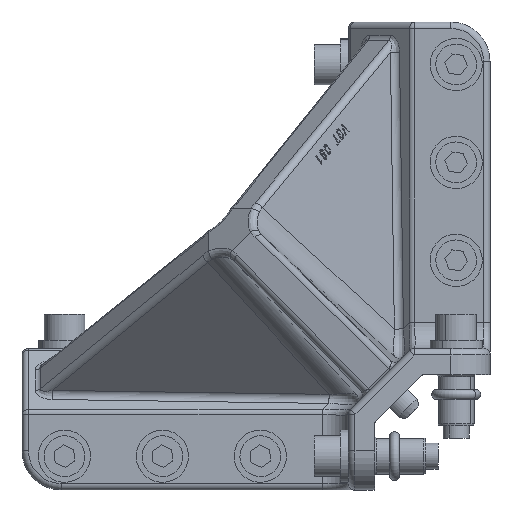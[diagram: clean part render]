
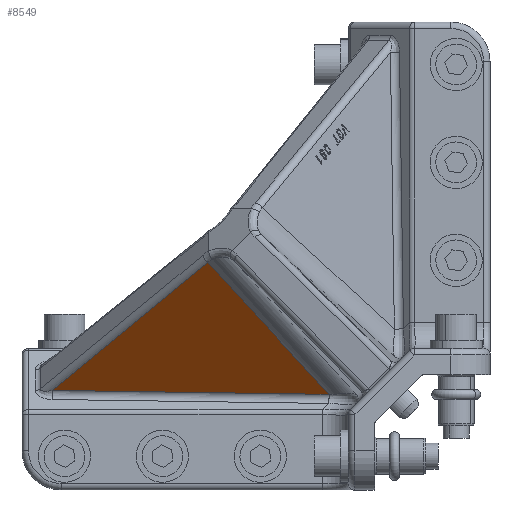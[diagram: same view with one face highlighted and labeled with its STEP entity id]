
A CAD part, left-side view. The second image highlights one B-rep face of the part: STEP entity #8549.
In plain terms, the highlighted planar face has unit normal (-0.727, 0.02, -0.686).
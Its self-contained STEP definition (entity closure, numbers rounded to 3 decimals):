
#8531=AXIS2_PLACEMENT_3D('Plane Axis2P3D',#8528,#8529,#8530) ;
#5664=CARTESIAN_POINT('Vertex',(-30.47,38.954,18.947)) ;
#5667=CARTESIAN_POINT('Line Origine',(-29.803,85.725,19.614)) ;
#5671=CARTESIAN_POINT('Vertex',(-29.261,123.746,20.156)) ;
#8172=CARTESIAN_POINT('Vertex',(-30.47,38.95,18.947)) ;
#8176=CARTESIAN_POINT('Control Point',(-30.47,38.95,18.947)) ;
#8177=CARTESIAN_POINT('Control Point',(-30.47,38.951,18.947)) ;
#8178=CARTESIAN_POINT('Control Point',(-30.47,38.951,18.947)) ;
#8179=CARTESIAN_POINT('Control Point',(-30.47,38.952,18.947)) ;
#8180=CARTESIAN_POINT('Control Point',(-30.47,38.953,18.947)) ;
#8181=CARTESIAN_POINT('Control Point',(-30.47,38.954,18.947)) ;
#8528=CARTESIAN_POINT('Axis2P3D Location',(-70.816,73.783,62.684)) ;
#8534=CARTESIAN_POINT('Control Point',(-67.572,76.052,59.316)) ;
#8535=CARTESIAN_POINT('Control Point',(-30.47,38.95,18.947)) ;
#8536=CARTESIAN_POINT('Vertex',(-67.572,76.052,59.316)) ;
#8540=CARTESIAN_POINT('Control Point',(-29.261,123.746,20.156)) ;
#8541=CARTESIAN_POINT('Control Point',(-67.572,76.052,59.316)) ;
#5668=DIRECTION('Vector Direction',(-0.014,-1.,-0.014)) ;
#8529=DIRECTION('Axis2P3D Direction',(0.727,-0.02,0.687)) ;
#8530=DIRECTION('Axis2P3D XDirection',(-0.408,-0.816,0.408)) ;
#5669=VECTOR('Line Direction',#5668,1.) ;
#8544=ORIENTED_EDGE('',*,*,#5673,.T.) ;
#8545=ORIENTED_EDGE('',*,*,#8182,.T.) ;
#8546=ORIENTED_EDGE('',*,*,#8538,.T.) ;
#8547=ORIENTED_EDGE('',*,*,#8542,.F.) ;
#8549=ADVANCED_FACE('PartBody',(#8548),#8532,.F.) ;
#8175=B_SPLINE_CURVE_WITH_KNOTS('',5,(#8176,#8177,#8178,#8179,#8180,#8181),.UNSPECIFIED.,.F.,.U.,(6,6),(27.256,27.262),.UNSPECIFIED.) ;
#8533=B_SPLINE_CURVE_WITH_KNOTS('',1,(#8534,#8535),.UNSPECIFIED.,.F.,.U.,(2,2),(-34.465,31.738),.UNSPECIFIED.) ;
#8539=B_SPLINE_CURVE_WITH_KNOTS('',1,(#8540,#8541),.UNSPECIFIED.,.F.,.U.,(2,2),(-35.508,37.128),.UNSPECIFIED.) ;
#5673=EDGE_CURVE('',#5672,#5665,#5670,.T.) ;
#8182=EDGE_CURVE('',#5665,#8173,#8175,.F.) ;
#8538=EDGE_CURVE('',#8173,#8537,#8533,.F.) ;
#8542=EDGE_CURVE('',#5672,#8537,#8539,.T.) ;
#8543=EDGE_LOOP('',(#8544,#8545,#8546,#8547)) ;
#8548=FACE_OUTER_BOUND('',#8543,.T.) ;
#5670=LINE('Line',#5667,#5669) ;
#8532=PLANE('',#8531) ;
#5665=VERTEX_POINT('',#5664) ;
#5672=VERTEX_POINT('',#5671) ;
#8173=VERTEX_POINT('',#8172) ;
#8537=VERTEX_POINT('',#8536) ;
